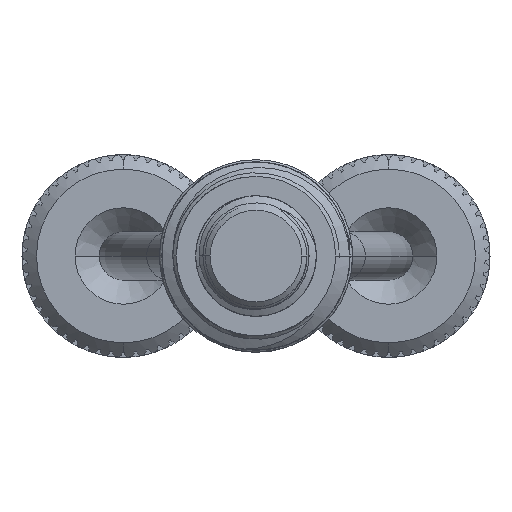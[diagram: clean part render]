
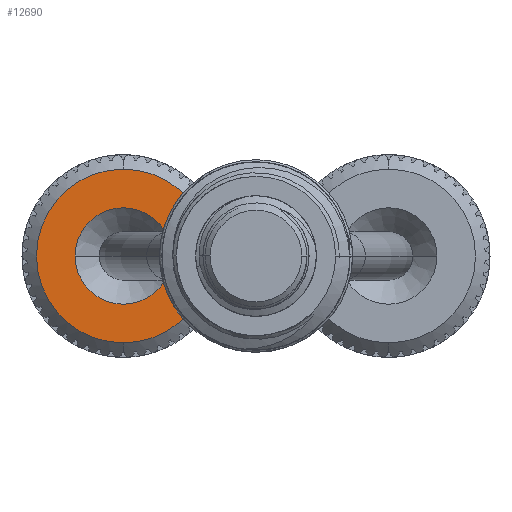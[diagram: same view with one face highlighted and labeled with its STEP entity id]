
A CAD part, left-side view. The second image highlights one B-rep face of the part: STEP entity #12690.
In plain terms, the highlighted planar face has unit normal (-1, 0, 0).
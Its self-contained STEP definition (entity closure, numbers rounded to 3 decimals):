
#6579=CARTESIAN_POINT('',(0.,0.,0.));
#6580=DIRECTION('',(1.,0.,0.));
#6581=DIRECTION('',(0.,0.,1.));
#6582=AXIS2_PLACEMENT_3D('',#6579,#6580,#6581);
#6584=CARTESIAN_POINT('',(0.,0.,0.));
#6585=DIRECTION('',(1.,0.,0.));
#6586=DIRECTION('',(0.,0.,-1.));
#6587=AXIS2_PLACEMENT_3D('',#6584,#6585,#6586);
#6589=CARTESIAN_POINT('',(0.,0.,0.));
#6590=DIRECTION('',(1.,0.,0.));
#6591=DIRECTION('',(0.,-1.,0.));
#6592=AXIS2_PLACEMENT_3D('',#6589,#6590,#6591);
#6594=CARTESIAN_POINT('',(0.,0.,0.));
#6595=DIRECTION('',(1.,0.,0.));
#6596=DIRECTION('',(0.,1.,0.));
#6597=AXIS2_PLACEMENT_3D('',#6594,#6595,#6596);
#10098=CARTESIAN_POINT('',(0.,0.,1.8));
#10099=CARTESIAN_POINT('',(0.,0.,-1.8));
#10100=VERTEX_POINT('',#10098);
#10101=VERTEX_POINT('',#10099);
#10360=CARTESIAN_POINT('',(0.,-1.,0.));
#10361=CARTESIAN_POINT('',(0.,1.,0.));
#10362=VERTEX_POINT('',#10360);
#10363=VERTEX_POINT('',#10361);
#12674=CARTESIAN_POINT('',(0.,0.,0.));
#12675=DIRECTION('',(1.,0.,0.));
#12676=DIRECTION('',(0.,-1.,0.));
#12677=AXIS2_PLACEMENT_3D('',#12674,#12675,#12676);
#12678=PLANE('',#12677);
#12680=ORIENTED_EDGE('',*,*,#12679,.T.);
#12682=ORIENTED_EDGE('',*,*,#12681,.T.);
#12683=EDGE_LOOP('',(#12680,#12682));
#12684=FACE_OUTER_BOUND('',#12683,.F.);
#12686=ORIENTED_EDGE('',*,*,#12685,.F.);
#12687=ORIENTED_EDGE('',*,*,#12664,.F.);
#12688=EDGE_LOOP('',(#12686,#12687));
#12689=FACE_BOUND('',#12688,.F.);
#6583=CIRCLE('',#6582,1.8);
#6588=CIRCLE('',#6587,1.8);
#6593=CIRCLE('',#6592,1.);
#6598=CIRCLE('',#6597,1.);
#12664=EDGE_CURVE('',#10363,#10362,#6598,.T.);
#12679=EDGE_CURVE('',#10100,#10101,#6583,.T.);
#12681=EDGE_CURVE('',#10101,#10100,#6588,.T.);
#12685=EDGE_CURVE('',#10362,#10363,#6593,.T.);
#12690=ADVANCED_FACE('',(#12684,#12689),#12678,.F.);
